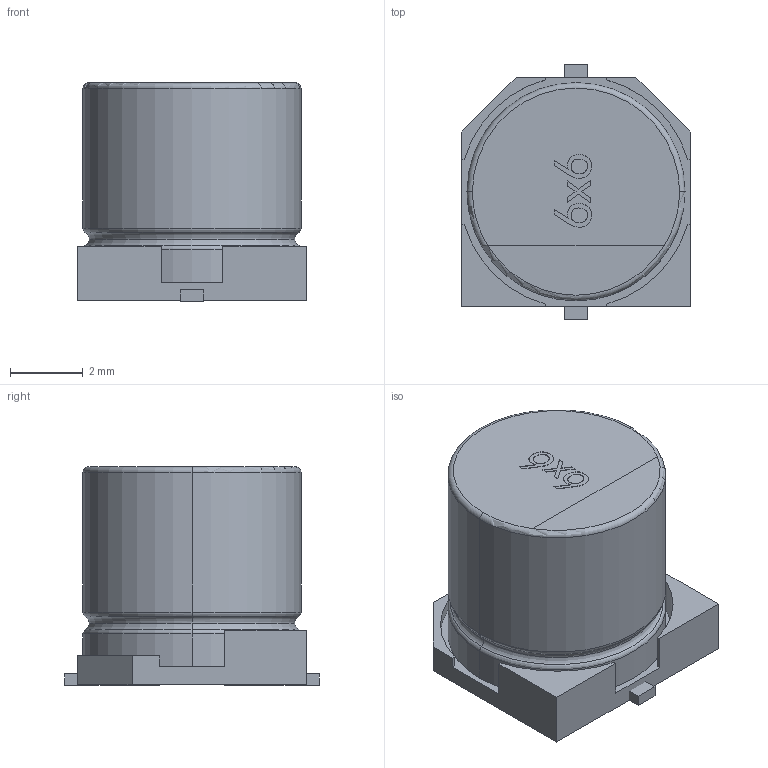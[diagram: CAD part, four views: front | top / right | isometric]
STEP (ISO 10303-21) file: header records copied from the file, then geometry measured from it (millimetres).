
FILE_DESCRIPTION((''),'2;1');
FILE_NAME('CT_6X6-C_ASM','2020-09-11T00:05:54',('HP'),(''),'CREO PARAMETRIC BY PTC INC, 2020044','CREO PARAMETRIC BY PTC INC, 2020044','');
FILE_SCHEMA(('AUTOMOTIVE_DESIGN { 1 0 10303 214 1 1 1 1 }'));
Length unit declared in the file: millimetre
Products named in the file (6): _3_1__1_20001; _3_2__1_20001; _4_1_2_AF0; CT_6X6-C-2447_AF0_ASM; CT_6X6-C-6850_AF0_ASM; CT_6X6-C_ASM
Assembly tree (5 placements, depth 4):
  CT_6X6-C_ASM
    CT_6X6-C-6850_AF0_ASM
      CT_6X6-C-2447_AF0_ASM
        _3_1__1_20001
        _3_2__1_20001
        _4_1_2_AF0
Bounding box: 6.3 x 7 x 6.01 mm (x, y, z)
Volume: 178.5 mm3; surface area: 222.7 mm2
Topology: 3 solids, 3 shells, 621 faces, 1702 edges, 1130 vertices
Faces by surface type: plane 329, extrusion 274, torus 10, cylinder 8
Entity records: 26631 total; most frequent: CARTESIAN_POINT 5802, ORIENTED_EDGE 3404, DIRECTION 2184, PRESENTATION_STYLE_ASSIGNMENT 1801, STYLED_ITEM 1705, CURVE_STYLE 1702, EDGE_CURVE 1702, VECTOR 1388
